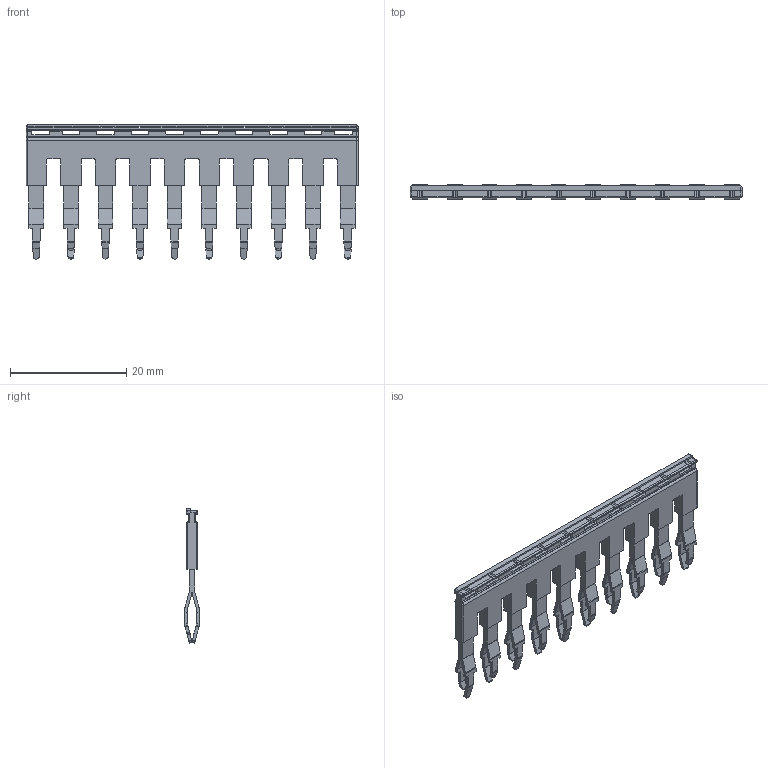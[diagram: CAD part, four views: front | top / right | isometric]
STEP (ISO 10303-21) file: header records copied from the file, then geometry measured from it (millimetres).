
FILE_DESCRIPTION(/* description */ (''),/* implementation_level */ '2;1');
FILE_NAME(/* name */ 'JX4_10.stp',/* time_stamp */ '2016-06-24T16:42:52-04:00',/* author */ ('CAD Station'),/* organization */ (''),/* preprocessor_version */ 'ST-DEVELOPER v16.1',/* originating_system */ 'Autodesk Inventor 2016',/* authorisation */ '');
FILE_SCHEMA (('AUTOMOTIVE_DESIGN { 1 0 10303 214 3 1 1 }'));
Length unit declared in the file: metre
Products named in the file (1): JX4_10
Bounding box: 57.05 x 2.42 x 23.04 mm (x, y, z)
Volume: 1111.1 mm3; surface area: 2517 mm2
Topology: 1 solids, 1 shells, 891 faces, 2656 edges, 1732 vertices
Faces by surface type: plane 595, cylinder 241, bspline 40, torus 12, sphere 3
Entity records: 32685 total; most frequent: CARTESIAN_POINT 7802, ORIENTED_EDGE 5306, DIRECTION 4713, EDGE_CURVE 2653, LINE 1909, VECTOR 1909, VERTEX_POINT 1732, AXIS2_PLACEMENT_3D 1402
